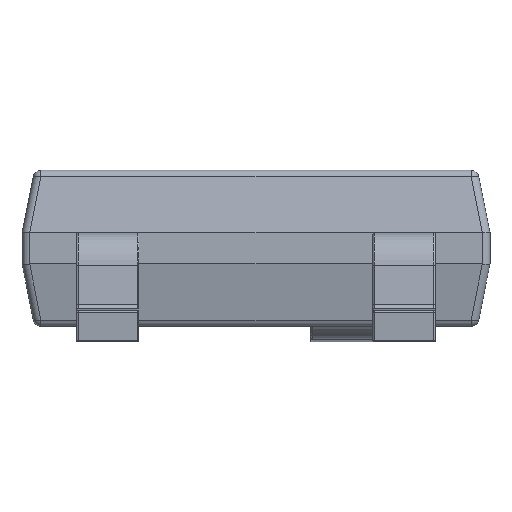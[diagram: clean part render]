
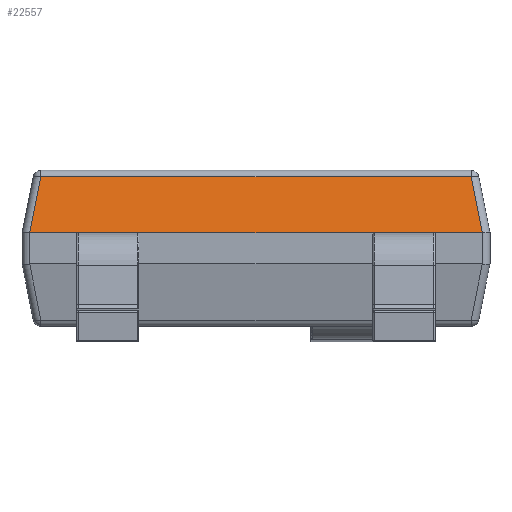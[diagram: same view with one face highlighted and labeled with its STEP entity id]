
A CAD part, left-side view. The second image highlights one B-rep face of the part: STEP entity #22557.
In plain terms, the highlighted planar face has unit normal (-0.981, 0, 0.196).
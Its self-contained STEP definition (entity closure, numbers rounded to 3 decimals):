
#753 =( BOUNDED_CURVE ( )  B_SPLINE_CURVE ( 3, ( #13127, #29652, #19966, #5562 ),
 .UNSPECIFIED., .F., .F. ) 
 B_SPLINE_CURVE_WITH_KNOTS ( ( 4, 4 ),
 ( 0., 0.019 ),
 .UNSPECIFIED. ) 
 CURVE ( )  GEOMETRIC_REPRESENTATION_ITEM ( )  RATIONAL_B_SPLINE_CURVE ( ( 1., 1., 1., 1. ) ) 
 REPRESENTATION_ITEM ( '' )  );
#1645 = CARTESIAN_POINT ( 'NONE',  ( -0.65, 1.451, 0.7 ) ) ;
#1653 = CARTESIAN_POINT ( 'NONE',  ( -0.65, -1.451, 0.7 ) ) ;
#1705 = EDGE_CURVE ( 'NONE', #17206, #24401, #29571, .T. ) ;
#2899 = CARTESIAN_POINT ( 'NONE',  ( -0.65, 1.451, 0.7 ) ) ;
#3122 = PLANE ( 'NONE',  #12727 ) ;
#3132 = DIRECTION ( 'NONE',  ( 0.192, 0.192, 0.962 ) ) ;
#3397 = ORIENTED_EDGE ( 'NONE', *, *, #30022, .T. ) ;
#4001 = CARTESIAN_POINT ( 'NONE',  ( -0.65, 1.45, 0.7 ) ) ;
#4546 = EDGE_CURVE ( 'NONE', #15325, #18000, #17077, .T. ) ;
#5562 = CARTESIAN_POINT ( 'NONE',  ( -0.65, -1.451, 0.7 ) ) ;
#7269 = VECTOR ( 'NONE', #14639, 1000. ) ;
#7632 = DIRECTION ( 'NONE',  ( 0., 1., 0. ) ) ;
#7952 = CARTESIAN_POINT ( 'NONE',  ( -0.519, -1.32, 1.354 ) ) ;
#8059 = CARTESIAN_POINT ( 'NONE',  ( -0.65, 1.45, 0.7 ) ) ;
#9204 = DIRECTION ( 'NONE',  ( 0., 1., 0. ) ) ;
#9588 = CARTESIAN_POINT ( 'NONE',  ( -0.578, -1.379, 1.06 ) ) ;
#10423 = DIRECTION ( 'NONE',  ( -0.981, 0., 0.196 ) ) ;
#10429 = EDGE_CURVE ( 'NONE', #18000, #17206, #22399, .T. ) ;
#11010 = CARTESIAN_POINT ( 'NONE',  ( -0.519, 1.32, 1.354 ) ) ;
#11045 = ORIENTED_EDGE ( 'NONE', *, *, #4546, .T. ) ;
#11604 = CARTESIAN_POINT ( 'NONE',  ( -0.65, 1.451, 0.7 ) ) ;
#12727 = AXIS2_PLACEMENT_3D ( 'NONE', #16816, #10423, #7632 ) ;
#13127 = CARTESIAN_POINT ( 'NONE',  ( -0.65, -1.45, 0.7 ) ) ;
#14432 = CARTESIAN_POINT ( 'NONE',  ( -0.578, 0., 1.06 ) ) ;
#14639 = DIRECTION ( 'NONE',  ( -0.192, 0.192, -0.962 ) ) ;
#14779 = VERTEX_POINT ( 'NONE', #21611 ) ;
#15109 = VECTOR ( 'NONE', #19400, 1000. ) ;
#15325 = VERTEX_POINT ( 'NONE', #9588 ) ;
#16816 = CARTESIAN_POINT ( 'NONE',  ( -0.57, 0., 1.1 ) ) ;
#16852 = VECTOR ( 'NONE', #9204, 1000. ) ;
#17077 = LINE ( 'NONE', #14432, #15109 ) ;
#17206 = VERTEX_POINT ( 'NONE', #2899 ) ;
#17878 = EDGE_LOOP ( 'NONE', ( #24022, #27405, #26351, #3397, #27026, #11045 ) ) ;
#18000 = VERTEX_POINT ( 'NONE', #20627 ) ;
#19400 = DIRECTION ( 'NONE',  ( 0., 1., 0. ) ) ;
#19966 = CARTESIAN_POINT ( 'NONE',  ( -0.65, -1.451, 0.7 ) ) ;
#20301 = EDGE_CURVE ( 'NONE', #14779, #24401, #21002, .T. ) ;
#20318 = VECTOR ( 'NONE', #3132, 1000. ) ;
#20627 = CARTESIAN_POINT ( 'NONE',  ( -0.578, 1.379, 1.06 ) ) ;
#20920 = CARTESIAN_POINT ( 'NONE',  ( -0.65, 1.45, 0.7 ) ) ;
#21002 = LINE ( 'NONE', #30513, #16852 ) ;
#21611 = CARTESIAN_POINT ( 'NONE',  ( -0.65, -1.45, 0.7 ) ) ;
#22399 = LINE ( 'NONE', #11010, #7269 ) ;
#22557 = ADVANCED_FACE ( 'NONE', ( #25961 ), #3122, .T. ) ;
#24022 = ORIENTED_EDGE ( 'NONE', *, *, #10429, .T. ) ;
#24401 = VERTEX_POINT ( 'NONE', #8059 ) ;
#25245 = VERTEX_POINT ( 'NONE', #1653 ) ;
#25465 = EDGE_CURVE ( 'NONE', #25245, #15325, #26606, .T. ) ;
#25961 = FACE_OUTER_BOUND ( 'NONE', #17878, .T. ) ;
#26351 = ORIENTED_EDGE ( 'NONE', *, *, #20301, .F. ) ;
#26606 = LINE ( 'NONE', #7952, #20318 ) ;
#27026 = ORIENTED_EDGE ( 'NONE', *, *, #25465, .T. ) ;
#27405 = ORIENTED_EDGE ( 'NONE', *, *, #1705, .T. ) ;
#29571 =( BOUNDED_CURVE ( )  B_SPLINE_CURVE ( 3, ( #1645, #11604, #20920, #4001 ),
 .UNSPECIFIED., .F., .F. ) 
 B_SPLINE_CURVE_WITH_KNOTS ( ( 4, 4 ),
 ( 6.264, 6.283 ),
 .UNSPECIFIED. ) 
 CURVE ( )  GEOMETRIC_REPRESENTATION_ITEM ( )  RATIONAL_B_SPLINE_CURVE ( ( 1., 1., 1., 1. ) ) 
 REPRESENTATION_ITEM ( '' )  );
#29652 = CARTESIAN_POINT ( 'NONE',  ( -0.65, -1.45, 0.7 ) ) ;
#30022 = EDGE_CURVE ( 'NONE', #14779, #25245, #753, .T. ) ;
#30513 = CARTESIAN_POINT ( 'NONE',  ( -0.65, 1.5, 0.7 ) ) ;
